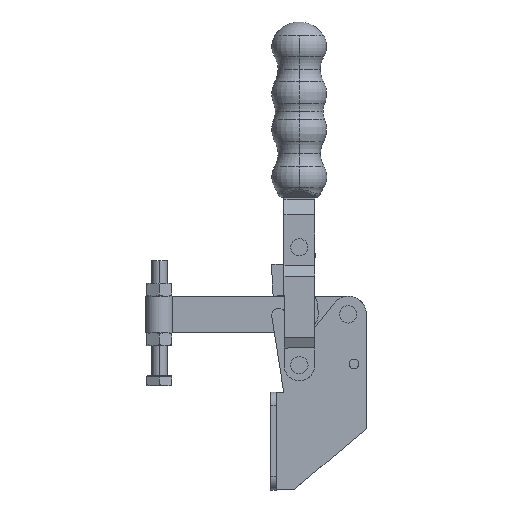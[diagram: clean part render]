
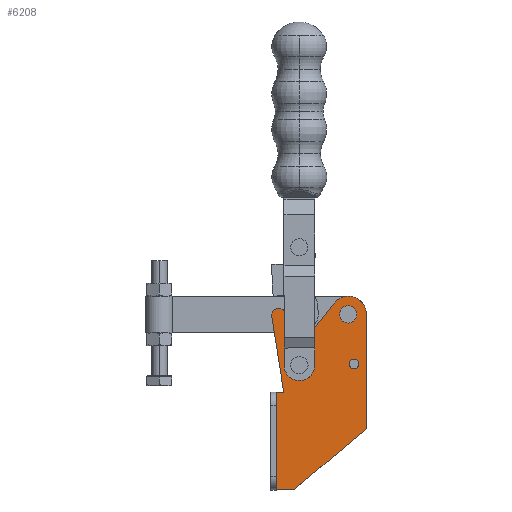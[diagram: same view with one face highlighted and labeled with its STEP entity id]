
A CAD part, top view. The second image highlights one B-rep face of the part: STEP entity #6208.
In plain terms, the highlighted planar face has unit normal (0, 0, 1).
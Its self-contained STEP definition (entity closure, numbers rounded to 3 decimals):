
#200 = ORIENTED_EDGE ( 'NONE', *, *, #8492, .T. ) ;
#348 = EDGE_CURVE ( 'NONE', #777, #7124, #9853, .T. ) ;
#361 = CIRCLE ( 'NONE', #3411, 2.5 ) ;
#369 = DIRECTION ( 'NONE',  ( 0., 0., -1. ) ) ;
#394 = DIRECTION ( 'NONE',  ( 1., 0., 0. ) ) ;
#399 = CARTESIAN_POINT ( 'NONE',  ( -37.5, 18., 3.252 ) ) ;
#675 = CARTESIAN_POINT ( 'NONE',  ( -47., 4., 3.252 ) ) ;
#740 = CIRCLE ( 'NONE', #6971, 4.5 ) ;
#777 = VERTEX_POINT ( 'NONE', #6178 ) ;
#874 = CIRCLE ( 'NONE', #4427, 2.5 ) ;
#1065 = VERTEX_POINT ( 'NONE', #3794 ) ;
#1102 = ORIENTED_EDGE ( 'NONE', *, *, #8537, .F. ) ;
#1169 = VERTEX_POINT ( 'NONE', #8444 ) ;
#1208 = FACE_BOUND ( 'NONE', #8897, .T. ) ;
#1416 = CARTESIAN_POINT ( 'NONE',  ( -6.5, 18.69, 3.252 ) ) ;
#1487 = DIRECTION ( 'NONE',  ( 0.156, -0.988, 0. ) ) ;
#1835 = VERTEX_POINT ( 'NONE', #6267 ) ;
#1901 = CARTESIAN_POINT ( 'NONE',  ( -33.17, 44.5, 3.252 ) ) ;
#1950 = CARTESIAN_POINT ( 'NONE',  ( -49.417, 43.489, 3.252 ) ) ;
#2006 = PLANE ( 'NONE',  #5949 ) ;
#2045 = CARTESIAN_POINT ( 'NONE',  ( -4., 18.69, 3.252 ) ) ;
#2051 = DIRECTION ( 'NONE',  ( 0., 0., 1. ) ) ;
#2076 = VECTOR ( 'NONE', #1487, 1000. ) ;
#2103 = EDGE_CURVE ( 'NONE', #9662, #6998, #8971, .T. ) ;
#2179 = DIRECTION ( 'NONE',  ( 0., 1., 0. ) ) ;
#2214 = EDGE_LOOP ( 'NONE', ( #1102, #10374 ) ) ;
#2229 = LINE ( 'NONE', #4112, #6613 ) ;
#2260 = DIRECTION ( 'NONE',  ( 0., 0., 1. ) ) ;
#2271 = DIRECTION ( 'NONE',  ( 1., 0., 0. ) ) ;
#2416 = DIRECTION ( 'NONE',  ( 0., 0., 1. ) ) ;
#2650 = CARTESIAN_POINT ( 'NONE',  ( -9.5, 44.5, 3.252 ) ) ;
#2695 = VERTEX_POINT ( 'NONE', #8583 ) ;
#2718 = VECTOR ( 'NONE', #394, 1000. ) ;
#2926 = CARTESIAN_POINT ( 'NONE',  ( -9.5, 44.5, 3.252 ) ) ;
#3016 = AXIS2_PLACEMENT_3D ( 'NONE', #1901, #369, #3305 ) ;
#3071 = AXIS2_PLACEMENT_3D ( 'NONE', #2650, #8720, #3510 ) ;
#3096 = LINE ( 'NONE', #4094, #7468 ) ;
#3262 = EDGE_LOOP ( 'NONE', ( #5197, #4804 ) ) ;
#3305 = DIRECTION ( 'NONE',  ( 1., 0., 0. ) ) ;
#3397 = EDGE_CURVE ( 'NONE', #7950, #5450, #3915, .T. ) ;
#3411 = AXIS2_PLACEMENT_3D ( 'NONE', #1416, #7470, #2271 ) ;
#3494 = FACE_OUTER_BOUND ( 'NONE', #5581, .T. ) ;
#3510 = DIRECTION ( 'NONE',  ( 1., 0., 0. ) ) ;
#3602 = DIRECTION ( 'NONE',  ( 0., 0., 1. ) ) ;
#3664 = CARTESIAN_POINT ( 'NONE',  ( 0., -15.114, 3.252 ) ) ;
#3668 = EDGE_CURVE ( 'NONE', #2695, #9662, #4336, .T. ) ;
#3709 = CARTESIAN_POINT ( 'NONE',  ( -45.812, 44.06, 3.252 ) ) ;
#3745 = FACE_BOUND ( 'NONE', #2214, .T. ) ;
#3777 = CIRCLE ( 'NONE', #3071, 4.5 ) ;
#3790 = DIRECTION ( 'NONE',  ( 1., 0., 0. ) ) ;
#3794 = CARTESIAN_POINT ( 'NONE',  ( -47., -47., 3.252 ) ) ;
#3915 = CIRCLE ( 'NONE', #10038, 2.5 ) ;
#4094 = CARTESIAN_POINT ( 'NONE',  ( -47., 44.06, 3.252 ) ) ;
#4112 = CARTESIAN_POINT ( 'NONE',  ( -16.925, 50.426, 3.252 ) ) ;
#4123 = DIRECTION ( 'NONE',  ( 0., 0., 1. ) ) ;
#4157 = CARTESIAN_POINT ( 'NONE',  ( -45.812, 44.06, 3.252 ) ) ;
#4168 = VECTOR ( 'NONE', #8873, 1000. ) ;
#4268 = ORIENTED_EDGE ( 'NONE', *, *, #5582, .F. ) ;
#4287 = ORIENTED_EDGE ( 'NONE', *, *, #3397, .F. ) ;
#4336 = CIRCLE ( 'NONE', #10688, 3.65 ) ;
#4376 = ORIENTED_EDGE ( 'NONE', *, *, #9200, .T. ) ;
#4427 = AXIS2_PLACEMENT_3D ( 'NONE', #7613, #2416, #8495 ) ;
#4775 = ORIENTED_EDGE ( 'NONE', *, *, #9778, .T. ) ;
#4804 = ORIENTED_EDGE ( 'NONE', *, *, #7430, .F. ) ;
#4956 = DIRECTION ( 'NONE',  ( -1., 0., 0. ) ) ;
#5075 = DIRECTION ( 'NONE',  ( 1., 0., 0. ) ) ;
#5197 = ORIENTED_EDGE ( 'NONE', *, *, #5936, .F. ) ;
#5367 = ORIENTED_EDGE ( 'NONE', *, *, #6799, .T. ) ;
#5450 = VERTEX_POINT ( 'NONE', #399 ) ;
#5486 = ORIENTED_EDGE ( 'NONE', *, *, #10489, .T. ) ;
#5495 = VERTEX_POINT ( 'NONE', #9975 ) ;
#5540 = DIRECTION ( 'NONE',  ( 1., 0., 0. ) ) ;
#5581 = EDGE_LOOP ( 'NONE', ( #4268, #4775, #5367, #4376, #200, #8824, #8752, #5486, #10281, #9520, #9122 ) ) ;
#5582 = EDGE_CURVE ( 'NONE', #1065, #5587, #3096, .T. ) ;
#5587 = VERTEX_POINT ( 'NONE', #675 ) ;
#5621 = AXIS2_PLACEMENT_3D ( 'NONE', #4157, #10176, #5075 ) ;
#5743 = CARTESIAN_POINT ( 'NONE',  ( -38., -47., 3.252 ) ) ;
#5782 = AXIS2_PLACEMENT_3D ( 'NONE', #9305, #4123, #10144 ) ;
#5923 = CARTESIAN_POINT ( 'NONE',  ( -16.925, 50.426, 3.252 ) ) ;
#5936 = EDGE_CURVE ( 'NONE', #7679, #1835, #6169, .T. ) ;
#5949 = AXIS2_PLACEMENT_3D ( 'NONE', #3709, #10643, #5540 ) ;
#5959 = CARTESIAN_POINT ( 'NONE',  ( -5., 44.5, 3.252 ) ) ;
#6096 = VERTEX_POINT ( 'NONE', #10266 ) ;
#6169 = CIRCLE ( 'NONE', #5782, 2.5 ) ;
#6178 = CARTESIAN_POINT ( 'NONE',  ( -26.136, 38.886, 3.252 ) ) ;
#6208 = ADVANCED_FACE ( 'NONE', ( #1208, #10387, #3745, #3494 ), #2006, .T. ) ;
#6267 = CARTESIAN_POINT ( 'NONE',  ( -9., 18.69, 3.252 ) ) ;
#6407 = AXIS2_PLACEMENT_3D ( 'NONE', #7263, #2051, #8114 ) ;
#6613 = VECTOR ( 'NONE', #9256, 1000. ) ;
#6718 = VECTOR ( 'NONE', #4956, 1000. ) ;
#6799 = EDGE_CURVE ( 'NONE', #6988, #6096, #10776, .T. ) ;
#6968 = CARTESIAN_POINT ( 'NONE',  ( -43.163, 4., 3.252 ) ) ;
#6971 = AXIS2_PLACEMENT_3D ( 'NONE', #2926, #8989, #3790 ) ;
#6988 = VERTEX_POINT ( 'NONE', #5743 ) ;
#6998 = VERTEX_POINT ( 'NONE', #7453 ) ;
#7115 = LINE ( 'NONE', #10812, #2718 ) ;
#7124 = VERTEX_POINT ( 'NONE', #8584 ) ;
#7263 = CARTESIAN_POINT ( 'NONE',  ( -9.5, 44.5, 3.252 ) ) ;
#7382 = CIRCLE ( 'NONE', #6407, 9.5 ) ;
#7430 = EDGE_CURVE ( 'NONE', #1835, #7679, #361, .T. ) ;
#7453 = CARTESIAN_POINT ( 'NONE',  ( -43.163, 4., 3.252 ) ) ;
#7463 = CARTESIAN_POINT ( 'NONE',  ( -35., 18., 3.252 ) ) ;
#7468 = VECTOR ( 'NONE', #9283, 1000. ) ;
#7470 = DIRECTION ( 'NONE',  ( 0., 0., 1. ) ) ;
#7501 = CIRCLE ( 'NONE', #5621, 3.65 ) ;
#7508 = VECTOR ( 'NONE', #2179, 1000. ) ;
#7613 = CARTESIAN_POINT ( 'NONE',  ( -35., 18., 3.252 ) ) ;
#7679 = VERTEX_POINT ( 'NONE', #2045 ) ;
#7908 = EDGE_CURVE ( 'NONE', #7916, #777, #2229, .T. ) ;
#7916 = VERTEX_POINT ( 'NONE', #5923 ) ;
#7950 = VERTEX_POINT ( 'NONE', #9364 ) ;
#8114 = DIRECTION ( 'NONE',  ( 1., 0., 0. ) ) ;
#8337 = DIRECTION ( 'NONE',  ( 1., 0., 0. ) ) ;
#8444 = CARTESIAN_POINT ( 'NONE',  ( 0., 44.5, 3.252 ) ) ;
#8492 = EDGE_CURVE ( 'NONE', #1169, #7916, #7382, .T. ) ;
#8495 = DIRECTION ( 'NONE',  ( 1., 0., 0. ) ) ;
#8537 = EDGE_CURVE ( 'NONE', #9434, #5495, #740, .T. ) ;
#8583 = CARTESIAN_POINT ( 'NONE',  ( -49.462, 44.06, 3.252 ) ) ;
#8584 = CARTESIAN_POINT ( 'NONE',  ( -42.165, 44.187, 3.252 ) ) ;
#8720 = DIRECTION ( 'NONE',  ( 0., 0., 1. ) ) ;
#8734 = EDGE_CURVE ( 'NONE', #6998, #5587, #8964, .T. ) ;
#8752 = ORIENTED_EDGE ( 'NONE', *, *, #348, .T. ) ;
#8804 = CARTESIAN_POINT ( 'NONE',  ( -45.812, 44.06, 3.252 ) ) ;
#8824 = ORIENTED_EDGE ( 'NONE', *, *, #7908, .T. ) ;
#8873 = DIRECTION ( 'NONE',  ( 0.766, 0.643, 0. ) ) ;
#8897 = EDGE_LOOP ( 'NONE', ( #9872, #4287 ) ) ;
#8964 = LINE ( 'NONE', #10946, #6718 ) ;
#8971 = LINE ( 'NONE', #6968, #2076 ) ;
#8989 = DIRECTION ( 'NONE',  ( 0., 0., 1. ) ) ;
#9053 = CARTESIAN_POINT ( 'NONE',  ( 0., -15.114, 3.252 ) ) ;
#9122 = ORIENTED_EDGE ( 'NONE', *, *, #8734, .T. ) ;
#9200 = EDGE_CURVE ( 'NONE', #6096, #1169, #9765, .T. ) ;
#9256 = DIRECTION ( 'NONE',  ( -0.624, -0.782, 0. ) ) ;
#9283 = DIRECTION ( 'NONE',  ( 0., 1., 0. ) ) ;
#9305 = CARTESIAN_POINT ( 'NONE',  ( -6.5, 18.69, 3.252 ) ) ;
#9364 = CARTESIAN_POINT ( 'NONE',  ( -32.5, 18., 3.252 ) ) ;
#9434 = VERTEX_POINT ( 'NONE', #5959 ) ;
#9520 = ORIENTED_EDGE ( 'NONE', *, *, #2103, .T. ) ;
#9649 = DIRECTION ( 'NONE',  ( 1., 0., 0. ) ) ;
#9662 = VERTEX_POINT ( 'NONE', #1950 ) ;
#9765 = LINE ( 'NONE', #9053, #7508 ) ;
#9778 = EDGE_CURVE ( 'NONE', #1065, #6988, #7115, .T. ) ;
#9853 = CIRCLE ( 'NONE', #3016, 9. ) ;
#9872 = ORIENTED_EDGE ( 'NONE', *, *, #10486, .F. ) ;
#9975 = CARTESIAN_POINT ( 'NONE',  ( -14., 44.5, 3.252 ) ) ;
#10038 = AXIS2_PLACEMENT_3D ( 'NONE', #7463, #2260, #8337 ) ;
#10102 = EDGE_CURVE ( 'NONE', #5495, #9434, #3777, .T. ) ;
#10144 = DIRECTION ( 'NONE',  ( 1., 0., 0. ) ) ;
#10176 = DIRECTION ( 'NONE',  ( 0., 0., 1. ) ) ;
#10266 = CARTESIAN_POINT ( 'NONE',  ( 0., -15.114, 3.252 ) ) ;
#10281 = ORIENTED_EDGE ( 'NONE', *, *, #3668, .T. ) ;
#10374 = ORIENTED_EDGE ( 'NONE', *, *, #10102, .F. ) ;
#10387 = FACE_BOUND ( 'NONE', #3262, .T. ) ;
#10486 = EDGE_CURVE ( 'NONE', #5450, #7950, #874, .T. ) ;
#10489 = EDGE_CURVE ( 'NONE', #7124, #2695, #7501, .T. ) ;
#10643 = DIRECTION ( 'NONE',  ( 0., 0., 1. ) ) ;
#10688 = AXIS2_PLACEMENT_3D ( 'NONE', #8804, #3602, #9649 ) ;
#10776 = LINE ( 'NONE', #3664, #4168 ) ;
#10812 = CARTESIAN_POINT ( 'NONE',  ( -50., -47., 3.252 ) ) ;
#10946 = CARTESIAN_POINT ( 'NONE',  ( -50., 4., 3.252 ) ) ;
